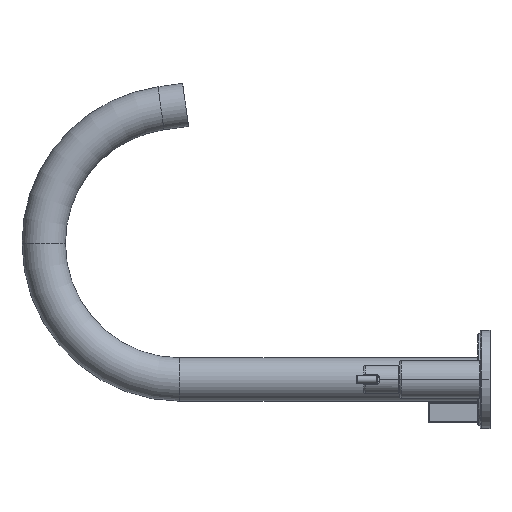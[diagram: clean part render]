
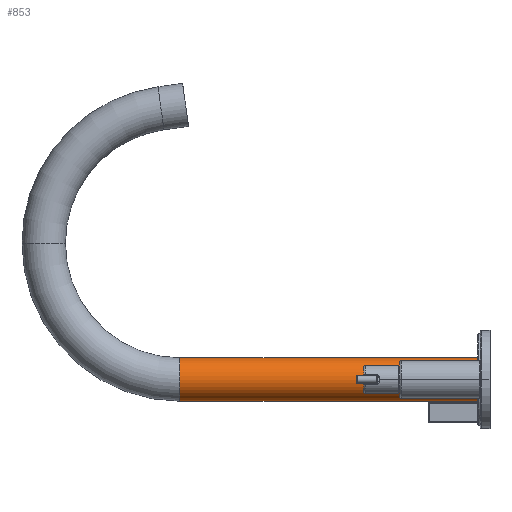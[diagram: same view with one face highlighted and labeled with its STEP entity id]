
A CAD part, left-side view. The second image highlights one B-rep face of the part: STEP entity #853.
In plain terms, the highlighted cylindrical face has radius 11.113 mm (diameter 22.225 mm), a partial arc.
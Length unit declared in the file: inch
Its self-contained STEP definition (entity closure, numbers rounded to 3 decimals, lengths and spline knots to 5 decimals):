
#648=DIRECTION('',(0.,1.,0.));
#649=VECTOR('',#648,5.99646);
#650=CARTESIAN_POINT('',(0.,0.26009,0.4375));
#651=LINE('',#650,#649);
#657=CARTESIAN_POINT('',(0.,0.26009,0.));
#658=DIRECTION('',(0.,1.,0.));
#659=DIRECTION('',(0.,0.,-1.));
#660=AXIS2_PLACEMENT_3D('',#657,#658,#659);
#662=DIRECTION('',(0.,1.,0.));
#663=VECTOR('',#662,5.99646);
#664=CARTESIAN_POINT('',(0.,0.26009,-0.4375));
#665=LINE('',#664,#663);
#666=CARTESIAN_POINT('',(0.,6.25655,0.));
#667=DIRECTION('',(0.,1.,0.));
#668=DIRECTION('',(0.,0.,-1.));
#669=AXIS2_PLACEMENT_3D('',#666,#667,#668);
#709=CARTESIAN_POINT('',(0.,0.26009,0.4375));
#710=CARTESIAN_POINT('',(0.,0.26009,-0.4375));
#711=VERTEX_POINT('',#709);
#712=VERTEX_POINT('',#710);
#713=CARTESIAN_POINT('',(0.,6.25655,0.4375));
#714=CARTESIAN_POINT('',(0.,6.25655,-0.4375));
#715=VERTEX_POINT('',#713);
#716=VERTEX_POINT('',#714);
#841=CARTESIAN_POINT('',(0.,0.26009,0.));
#842=DIRECTION('',(0.,1.,0.));
#843=DIRECTION('',(0.,0.,1.));
#844=AXIS2_PLACEMENT_3D('',#841,#842,#843);
#845=CYLINDRICAL_SURFACE('',#844,0.4375);
#846=ORIENTED_EDGE('',*,*,#836,.F.);
#847=ORIENTED_EDGE('',*,*,#825,.T.);
#849=ORIENTED_EDGE('',*,*,#848,.T.);
#850=ORIENTED_EDGE('',*,*,#822,.F.);
#851=EDGE_LOOP('',(#846,#847,#849,#850));
#852=FACE_OUTER_BOUND('',#851,.F.);
#853=ADVANCED_FACE('',(#852),#845,.T.);
#661=CIRCLE('',#660,0.4375);
#670=CIRCLE('',#669,0.4375);
#822=EDGE_CURVE('',#711,#715,#651,.T.);
#825=EDGE_CURVE('',#712,#716,#665,.T.);
#836=EDGE_CURVE('',#712,#711,#661,.T.);
#848=EDGE_CURVE('',#716,#715,#670,.T.);
